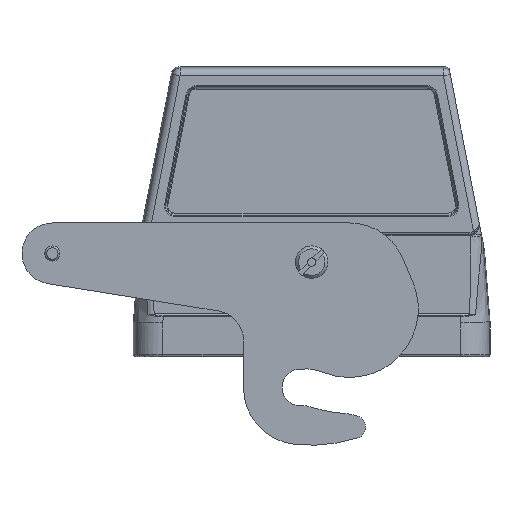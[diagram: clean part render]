
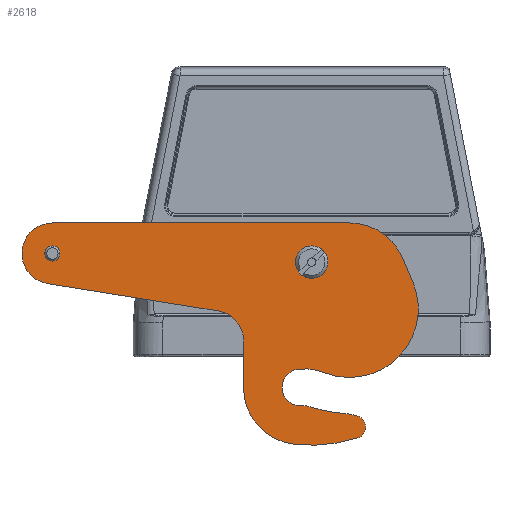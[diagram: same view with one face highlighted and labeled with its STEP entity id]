
A CAD part, front view. The second image highlights one B-rep face of the part: STEP entity #2618.
In plain terms, the highlighted planar face has unit normal (0, -1, 0).
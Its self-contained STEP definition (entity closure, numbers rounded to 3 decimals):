
#2618=ADVANCED_FACE('',(#2981,#2982,#2983),#2854,.F.);
#2854=PLANE('',#13880);
#2981=FACE_BOUND('',#3611,.T.);
#2982=FACE_BOUND('',#3612,.T.);
#2983=FACE_BOUND('',#3613,.T.);
#3611=EDGE_LOOP('',(#6760));
#3612=EDGE_LOOP('',(#6761));
#3613=EDGE_LOOP('',(#6762,#6763,#6764,#6765,#6766,#6767,#6768,#6769,#6770,
#6771,#6772,#6773,#6774,#6775,#6776,#6777));
#4144=CIRCLE('',#13836,3.);
#4146=CIRCLE('',#13839,40.);
#4148=CIRCLE('',#13842,15.);
#4150=CIRCLE('',#13846,8.);
#4152=CIRCLE('',#13850,8.);
#4154=CIRCLE('',#13854,15.);
#4156=CIRCLE('',#13858,18.);
#4158=CIRCLE('',#13861,15.);
#4160=CIRCLE('',#13864,4.85);
#4162=CIRCLE('',#13867,5.);
#4164=CIRCLE('',#13870,35.);
#4166=CIRCLE('',#13873,15.);
#4169=CIRCLE('',#13878,4.25);
#4170=CIRCLE('',#13879,1.975);
#6760=ORIENTED_EDGE('',*,*,#9201,.F.);
#6761=ORIENTED_EDGE('',*,*,#9202,.F.);
#6762=ORIENTED_EDGE('',*,*,#9152,.F.);
#6763=ORIENTED_EDGE('',*,*,#9198,.F.);
#6764=ORIENTED_EDGE('',*,*,#9195,.F.);
#6765=ORIENTED_EDGE('',*,*,#9192,.F.);
#6766=ORIENTED_EDGE('',*,*,#9189,.F.);
#6767=ORIENTED_EDGE('',*,*,#9186,.F.);
#6768=ORIENTED_EDGE('',*,*,#9183,.F.);
#6769=ORIENTED_EDGE('',*,*,#9180,.F.);
#6770=ORIENTED_EDGE('',*,*,#9177,.F.);
#6771=ORIENTED_EDGE('',*,*,#9174,.F.);
#6772=ORIENTED_EDGE('',*,*,#9171,.F.);
#6773=ORIENTED_EDGE('',*,*,#9168,.F.);
#6774=ORIENTED_EDGE('',*,*,#9165,.F.);
#6775=ORIENTED_EDGE('',*,*,#9162,.F.);
#6776=ORIENTED_EDGE('',*,*,#9159,.F.);
#6777=ORIENTED_EDGE('',*,*,#9156,.F.);
#7801=VERTEX_POINT('',#24731);
#7802=VERTEX_POINT('',#24732);
#7805=VERTEX_POINT('',#24740);
#7807=VERTEX_POINT('',#24746);
#7809=VERTEX_POINT('',#24752);
#7811=VERTEX_POINT('',#24758);
#7813=VERTEX_POINT('',#24764);
#7815=VERTEX_POINT('',#24770);
#7817=VERTEX_POINT('',#24776);
#7819=VERTEX_POINT('',#24782);
#7821=VERTEX_POINT('',#24788);
#7823=VERTEX_POINT('',#24794);
#7825=VERTEX_POINT('',#24800);
#7827=VERTEX_POINT('',#24806);
#7829=VERTEX_POINT('',#24812);
#7831=VERTEX_POINT('',#24818);
#7834=VERTEX_POINT('',#24830);
#7835=VERTEX_POINT('',#24832);
#9152=EDGE_CURVE('',#7801,#7802,#4144,.T.);
#9156=EDGE_CURVE('',#7802,#7805,#4146,.T.);
#9159=EDGE_CURVE('',#7805,#7807,#4148,.T.);
#9162=EDGE_CURVE('',#7807,#7809,#11296,.T.);
#9165=EDGE_CURVE('',#7809,#7811,#4150,.T.);
#9168=EDGE_CURVE('',#7811,#7813,#11300,.T.);
#9171=EDGE_CURVE('',#7813,#7815,#4152,.T.);
#9174=EDGE_CURVE('',#7815,#7817,#11304,.T.);
#9177=EDGE_CURVE('',#7817,#7819,#4154,.T.);
#9180=EDGE_CURVE('',#7819,#7821,#11308,.T.);
#9183=EDGE_CURVE('',#7821,#7823,#4156,.T.);
#9186=EDGE_CURVE('',#7823,#7825,#4158,.T.);
#9189=EDGE_CURVE('',#7825,#7827,#4160,.T.);
#9192=EDGE_CURVE('',#7827,#7829,#4162,.T.);
#9195=EDGE_CURVE('',#7829,#7831,#4164,.T.);
#9198=EDGE_CURVE('',#7831,#7801,#4166,.T.);
#9201=EDGE_CURVE('',#7834,#7834,#4169,.T.);
#9202=EDGE_CURVE('',#7835,#7835,#4170,.T.);
#11296=LINE('',#24751,#12011);
#11300=LINE('',#24763,#12015);
#11304=LINE('',#24775,#12019);
#11308=LINE('',#24787,#12023);
#12011=VECTOR('',#16325,1.);
#12015=VECTOR('',#16337,1.);
#12019=VECTOR('',#16349,1.);
#12023=VECTOR('',#16361,1.);
#13836=AXIS2_PLACEMENT_3D('',#24730,#16303,#16304);
#13839=AXIS2_PLACEMENT_3D('',#24739,#16311,#16312);
#13842=AXIS2_PLACEMENT_3D('',#24745,#16318,#16319);
#13846=AXIS2_PLACEMENT_3D('',#24757,#16330,#16331);
#13850=AXIS2_PLACEMENT_3D('',#24769,#16342,#16343);
#13854=AXIS2_PLACEMENT_3D('',#24781,#16354,#16355);
#13858=AXIS2_PLACEMENT_3D('',#24793,#16366,#16367);
#13861=AXIS2_PLACEMENT_3D('',#24799,#16373,#16374);
#13864=AXIS2_PLACEMENT_3D('',#24805,#16380,#16381);
#13867=AXIS2_PLACEMENT_3D('',#24811,#16387,#16388);
#13870=AXIS2_PLACEMENT_3D('',#24817,#16394,#16395);
#13873=AXIS2_PLACEMENT_3D('',#24823,#16401,#16402);
#13878=AXIS2_PLACEMENT_3D('',#24829,#16411,#16412);
#13879=AXIS2_PLACEMENT_3D('',#24831,#16413,#16414);
#13880=AXIS2_PLACEMENT_3D('',#24833,#16415,#16416);
#16303=DIRECTION('',(0.,1.,0.));
#16304=DIRECTION('',(-1.,0.,0.004));
#16311=DIRECTION('',(0.,1.,0.));
#16312=DIRECTION('',(-1.,0.,0.004));
#16318=DIRECTION('',(0.,1.,0.));
#16319=DIRECTION('',(-1.,0.,0.004));
#16325=DIRECTION('',(0.004,0.,1.));
#16330=DIRECTION('',(0.,-1.,0.));
#16331=DIRECTION('',(-1.,0.,0.004));
#16337=DIRECTION('',(-0.987,0.,0.158));
#16342=DIRECTION('',(0.,1.,0.));
#16343=DIRECTION('',(-1.,0.,0.004));
#16349=DIRECTION('',(1.,0.,0.));
#16354=DIRECTION('',(0.,1.,0.));
#16355=DIRECTION('',(-1.,0.,0.004));
#16361=DIRECTION('',(0.396,0.,-0.918));
#16366=DIRECTION('',(0.,1.,0.));
#16367=DIRECTION('',(-1.,0.,0.004));
#16373=DIRECTION('',(0.,-1.,0.));
#16374=DIRECTION('',(-1.,0.,0.004));
#16380=DIRECTION('',(0.,-1.,0.));
#16381=DIRECTION('',(-1.,0.,0.004));
#16387=DIRECTION('',(0.,1.,0.));
#16388=DIRECTION('',(-1.,0.,0.004));
#16394=DIRECTION('',(0.,-1.,0.));
#16395=DIRECTION('',(-1.,0.,0.004));
#16401=DIRECTION('',(0.,1.,0.));
#16402=DIRECTION('',(-1.,0.,0.004));
#16411=DIRECTION('',(0.,-1.,0.));
#16412=DIRECTION('',(0.,0.,1.));
#16413=DIRECTION('',(0.,-1.,0.));
#16414=DIRECTION('',(0.,0.,1.));
#16415=DIRECTION('',(0.,1.,0.));
#16416=DIRECTION('',(-1.,0.,0.004));
#24730=CARTESIAN_POINT('',(11.134,-26.,-27.593));
#24731=CARTESIAN_POINT('',(12.081,-26.,-24.747));
#24732=CARTESIAN_POINT('',(12.052,-26.,-30.449));
#24739=CARTESIAN_POINT('',(-0.191,-26.,7.631));
#24740=CARTESIAN_POINT('',(-4.488,-26.,-32.138));
#24745=CARTESIAN_POINT('',(-2.876,-26.,-17.224));
#24746=CARTESIAN_POINT('',(-17.876,-26.,-17.167));
#24751=CARTESIAN_POINT('',(-17.876,-26.,-17.167));
#24752=CARTESIAN_POINT('',(-17.83,-26.,-5.082));
#24757=CARTESIAN_POINT('',(-25.83,-26.,-5.051));
#24758=CARTESIAN_POINT('',(-24.564,-26.,2.848));
#24763=CARTESIAN_POINT('',(-24.564,-26.,2.848));
#24764=CARTESIAN_POINT('',(-69.258,-26.,10.012));
#24769=CARTESIAN_POINT('',(-67.992,-26.,17.912));
#24770=CARTESIAN_POINT('',(-67.992,-26.,25.912));
#24775=CARTESIAN_POINT('',(-67.992,-26.,25.912));
#24776=CARTESIAN_POINT('',(9.982,-26.,25.912));
#24781=CARTESIAN_POINT('',(9.982,-26.,10.912));
#24782=CARTESIAN_POINT('',(23.753,-26.,16.859));
#24787=CARTESIAN_POINT('',(23.753,-26.,16.859));
#24788=CARTESIAN_POINT('',(26.478,-26.,10.548));
#24793=CARTESIAN_POINT('',(9.953,-26.,3.412));
#24794=CARTESIAN_POINT('',(3.42,-26.,-13.361));
#24799=CARTESIAN_POINT('',(-2.023,-26.,-27.338));
#24800=CARTESIAN_POINT('',(-3.284,-26.,-12.392));
#24805=CARTESIAN_POINT('',(-2.876,-26.,-17.224));
#24806=CARTESIAN_POINT('',(-2.436,-26.,-22.054));
#24811=CARTESIAN_POINT('',(-1.982,-26.,-27.034));
#24812=CARTESIAN_POINT('',(-0.399,-26.,-22.291));
#24817=CARTESIAN_POINT('',(10.682,-26.,10.909));
#24818=CARTESIAN_POINT('',(8.347,-26.,-24.013));
#24823=CARTESIAN_POINT('',(7.346,-26.,-38.98));
#24829=CARTESIAN_POINT('',(0.,-26.,15.65));
#24830=CARTESIAN_POINT('',(0.,-26.,19.9));
#24831=CARTESIAN_POINT('',(-67.992,-26.,17.912));
#24832=CARTESIAN_POINT('',(-67.992,-26.,19.887));
#24833=CARTESIAN_POINT('',(11.134,-26.,-27.593));
